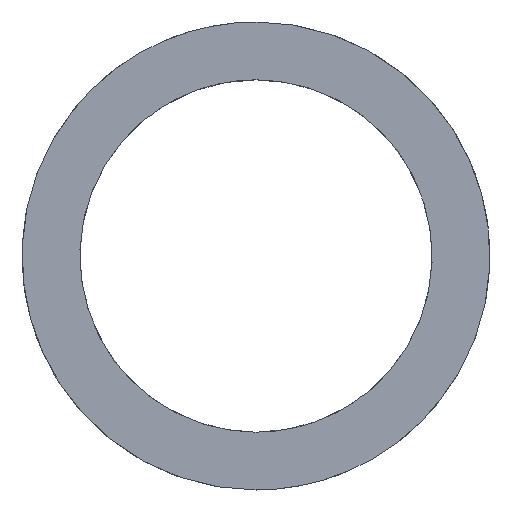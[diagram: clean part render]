
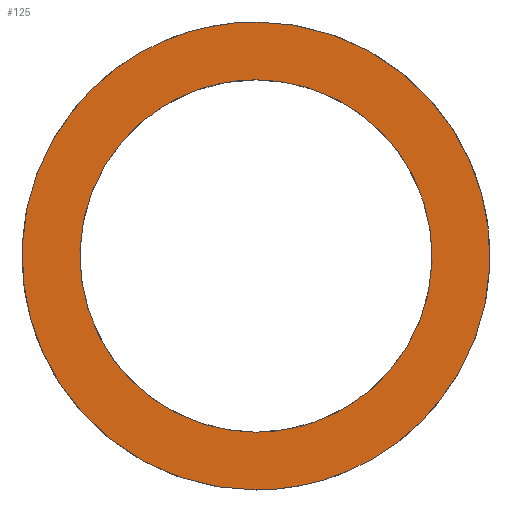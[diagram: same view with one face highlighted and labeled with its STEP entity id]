
A CAD part, top view. The second image highlights one B-rep face of the part: STEP entity #125.
In plain terms, the highlighted face is planar.
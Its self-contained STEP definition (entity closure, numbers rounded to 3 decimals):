
#2 = ORIENTED_EDGE ( 'NONE', *, *, #164, .T. ) ;
#19 = EDGE_CURVE ( 'NONE', #76, #241, #230, .T. ) ;
#21 = CARTESIAN_POINT ( 'NONE',  ( -640., 53.794, 320. ) ) ;
#26 = CARTESIAN_POINT ( 'NONE',  ( -850., 57.5, -425. ) ) ;
#30 = EDGE_CURVE ( 'NONE', #241, #76, #357, .T. ) ;
#31 = AXIS2_PLACEMENT_3D ( 'NONE', #83, #345, #192 ) ;
#52 = PLANE ( 'NONE',  #31 ) ;
#57 = CARTESIAN_POINT ( 'NONE',  ( 0., 42.5, 425. ) ) ;
#76 = VERTEX_POINT ( 'NONE', #238 ) ;
#83 = CARTESIAN_POINT ( 'NONE',  ( -425., 50., -425. ) ) ;
#87 = CARTESIAN_POINT ( 'NONE',  ( 640., 31.206, -320. ) ) ;
#106 = CARTESIAN_POINT ( 'NONE',  ( 0., 42.5, 320. ) ) ;
#112 = CARTESIAN_POINT ( 'NONE',  ( 0., 42.5, -425. ) ) ;
#125 = ADVANCED_FACE ( 'NONE', ( #161, #223 ), #52, .F. ) ;
#134 = CARTESIAN_POINT ( 'NONE',  ( 0., 42.5, 425. ) ) ;
#145 = ORIENTED_EDGE ( 'NONE', *, *, #30, .F. ) ;
#156 = CARTESIAN_POINT ( 'NONE',  ( 0., 42.5, -320. ) ) ;
#161 = FACE_BOUND ( 'NONE', #338, .T. ) ;
#164 = EDGE_CURVE ( 'NONE', #329, #191, #325, .T. ) ;
#165 = CARTESIAN_POINT ( 'NONE',  ( 0., 42.5, 320. ) ) ;
#170 = CARTESIAN_POINT ( 'NONE',  ( -850., 57.5, 425. ) ) ;
#186 = ORIENTED_EDGE ( 'NONE', *, *, #19, .F. ) ;
#191 = VERTEX_POINT ( 'NONE', #331 ) ;
#192 = DIRECTION ( 'NONE',  ( 1., -0.018, 0. ) ) ;
#217 = EDGE_CURVE ( 'NONE', #191, #329, #226, .T. ) ;
#223 = FACE_OUTER_BOUND ( 'NONE', #306, .T. ) ;
#226 =( BOUNDED_CURVE ( )  B_SPLINE_CURVE ( 3, ( #271, #87, #307, #106 ),
 .UNSPECIFIED., .F., .T. ) 
 B_SPLINE_CURVE_WITH_KNOTS ( ( 4, 4 ),
 ( 4.712, 7.854 ),
 .UNSPECIFIED. ) 
 CURVE ( )  GEOMETRIC_REPRESENTATION_ITEM ( )  RATIONAL_B_SPLINE_CURVE ( ( 1., 0.333, 0.333, 1. ) ) 
 REPRESENTATION_ITEM ( '' )  );
#227 = CARTESIAN_POINT ( 'NONE',  ( 0., 42.5, 425. ) ) ;
#228 = CARTESIAN_POINT ( 'NONE',  ( -640., 53.794, -320. ) ) ;
#230 =( BOUNDED_CURVE ( )  B_SPLINE_CURVE ( 3, ( #112, #231, #347, #227 ),
 .UNSPECIFIED., .F., .T. ) 
 B_SPLINE_CURVE_WITH_KNOTS ( ( 4, 4 ),
 ( 4.712, 7.854 ),
 .UNSPECIFIED. ) 
 CURVE ( )  GEOMETRIC_REPRESENTATION_ITEM ( )  RATIONAL_B_SPLINE_CURVE ( ( 1., 0.333, 0.333, 1. ) ) 
 REPRESENTATION_ITEM ( '' )  );
#231 = CARTESIAN_POINT ( 'NONE',  ( 850., 27.5, -425. ) ) ;
#238 = CARTESIAN_POINT ( 'NONE',  ( 0., 42.5, -425. ) ) ;
#241 = VERTEX_POINT ( 'NONE', #134 ) ;
#271 = CARTESIAN_POINT ( 'NONE',  ( 0., 42.5, -320. ) ) ;
#306 = EDGE_LOOP ( 'NONE', ( #186, #145 ) ) ;
#307 = CARTESIAN_POINT ( 'NONE',  ( 640., 31.206, 320. ) ) ;
#314 = ORIENTED_EDGE ( 'NONE', *, *, #217, .T. ) ;
#325 =( BOUNDED_CURVE ( )  B_SPLINE_CURVE ( 3, ( #165, #21, #228, #156 ),
 .UNSPECIFIED., .F., .T. ) 
 B_SPLINE_CURVE_WITH_KNOTS ( ( 4, 4 ),
 ( 1.571, 4.712 ),
 .UNSPECIFIED. ) 
 CURVE ( )  GEOMETRIC_REPRESENTATION_ITEM ( )  RATIONAL_B_SPLINE_CURVE ( ( 1., 0.333, 0.333, 1. ) ) 
 REPRESENTATION_ITEM ( '' )  );
#329 = VERTEX_POINT ( 'NONE', #340 ) ;
#331 = CARTESIAN_POINT ( 'NONE',  ( 0., 42.5, -320. ) ) ;
#338 = EDGE_LOOP ( 'NONE', ( #314, #2 ) ) ;
#340 = CARTESIAN_POINT ( 'NONE',  ( 0., 42.5, 320. ) ) ;
#345 = DIRECTION ( 'NONE',  ( -0.018, -1., 0. ) ) ;
#347 = CARTESIAN_POINT ( 'NONE',  ( 850., 27.5, 425. ) ) ;
#357 =( BOUNDED_CURVE ( )  B_SPLINE_CURVE ( 3, ( #57, #170, #26, #371 ),
 .UNSPECIFIED., .F., .T. ) 
 B_SPLINE_CURVE_WITH_KNOTS ( ( 4, 4 ),
 ( 1.571, 4.712 ),
 .UNSPECIFIED. ) 
 CURVE ( )  GEOMETRIC_REPRESENTATION_ITEM ( )  RATIONAL_B_SPLINE_CURVE ( ( 1., 0.333, 0.333, 1. ) ) 
 REPRESENTATION_ITEM ( '' )  );
#371 = CARTESIAN_POINT ( 'NONE',  ( 0., 42.5, -425. ) ) ;
